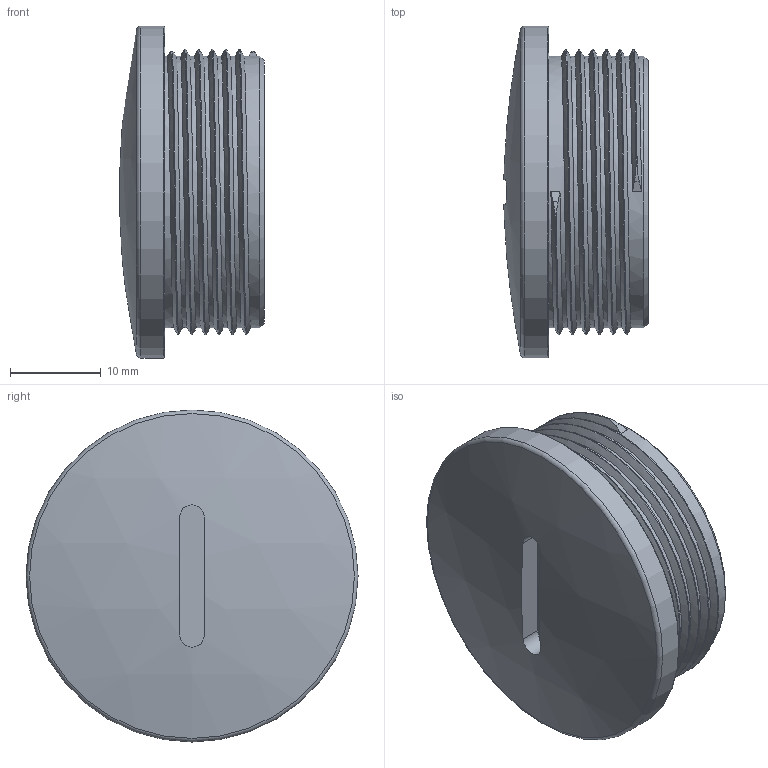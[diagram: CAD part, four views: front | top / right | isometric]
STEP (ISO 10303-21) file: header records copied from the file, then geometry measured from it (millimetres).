
FILE_DESCRIPTION(/* description */ ('Verschlussschraube M 32x1,5'),/* implementation_level */ '2;1');
FILE_NAME(/* name */ '13007532-RST.stp',/* time_stamp */ '2020-04-23T12:32:21+02:00',/* author */ ('sl'),/* organization */ (''),/* preprocessor_version */ 'ST-DEVELOPER v16.5',/* originating_system */ 'Autodesk Inventor 2017',/* authorisation */ '');
FILE_SCHEMA (('AUTOMOTIVE_DESIGN { 1 0 10303 214 3 1 1 }'));
Length unit declared in the file: millimetre
Products named in the file (1): 13007532
Bounding box: 15.96 x 36.65 x 36.65 mm (x, y, z)
Volume: 5534.7 mm3; surface area: 5175.8 mm2
Topology: 1 solids, 1 shells, 34 faces, 85 edges, 56 vertices
Faces by surface type: cylinder 13, plane 12, torus 4, cone 2, bspline 2, sphere 1
Full cylindrical faces by diameter (mm): 25.75 x1, 29.998 x6, 36.65 x1
Entity records: 1990 total; most frequent: CARTESIAN_POINT 1342, DIRECTION 122, ORIENTED_EDGE 118, EDGE_CURVE 59, AXIS2_PLACEMENT_3D 51, VERTEX_POINT 42, EDGE_LOOP 39, FACE_OUTER_BOUND 29
